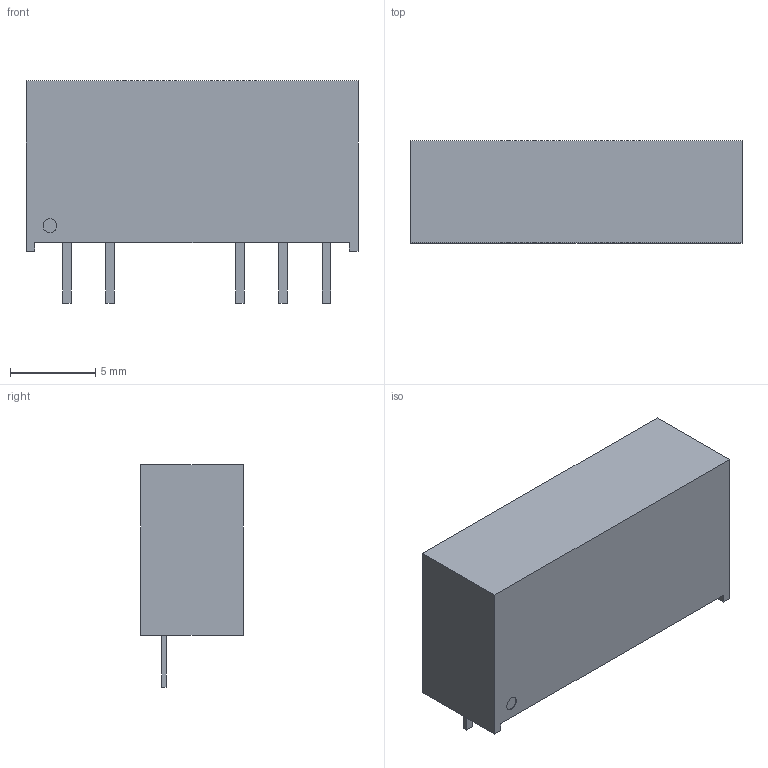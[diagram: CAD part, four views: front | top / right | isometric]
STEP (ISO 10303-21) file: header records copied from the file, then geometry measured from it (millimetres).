
FILE_DESCRIPTION(/* description */ (''),/* implementation_level */ '2;1');
FILE_NAME(/* name */ 'TRACO_Power_TBA_1W.step',/* time_stamp */ '2020-10-14T00:06:06+02:00',/* author */ (''),/* organization */ (''),/* preprocessor_version */ 'ST-DEVELOPER v18.1',/* originating_system */ 'Autodesk Translation Framework v9.3.0.1241',/* authorisation */ '');
FILE_SCHEMA (('AUTOMOTIVE_DESIGN { 1 0 10303 214 3 1 1 }'));
Length unit declared in the file: millimetre
Products named in the file (1): TRACO_Power_TBA_1W
Bounding box: 19.5 x 6 x 13.05 mm (x, y, z)
Volume: 1116.7 mm3; surface area: 759.5 mm2
Topology: 6 solids, 6 shells, 42 faces, 87 edges, 58 vertices
Faces by surface type: plane 41, cylinder 1
Full cylindrical faces by diameter (mm): 0.8 x1
Entity records: 1128 total; most frequent: CARTESIAN_POINT 188, DIRECTION 175, ORIENTED_EDGE 174, EDGE_CURVE 87, LINE 85, VECTOR 85, VERTEX_POINT 58, AXIS2_PLACEMENT_3D 45
